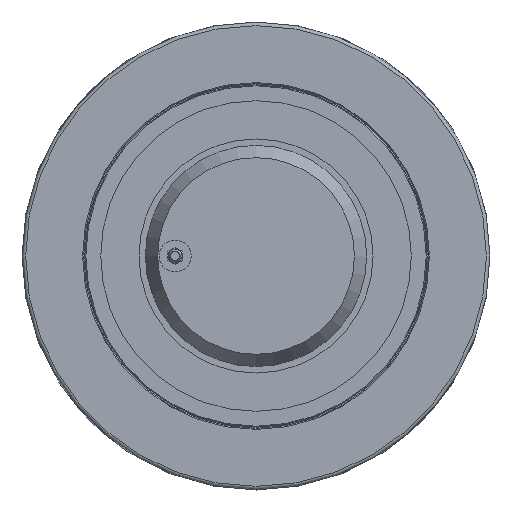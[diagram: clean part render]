
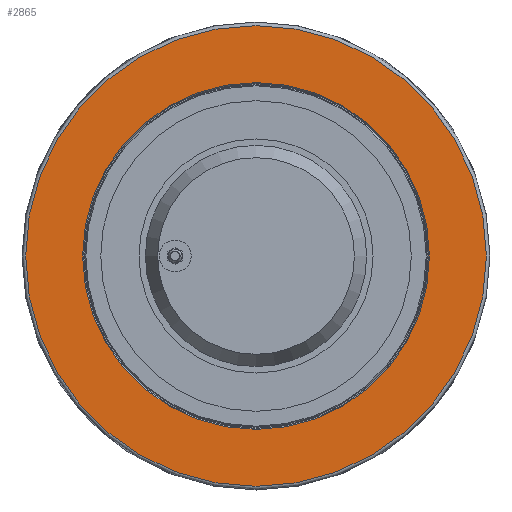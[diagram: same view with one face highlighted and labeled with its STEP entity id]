
A CAD part, left-side view. The second image highlights one B-rep face of the part: STEP entity #2865.
In plain terms, the highlighted planar face has unit normal (-1, 0, 0).
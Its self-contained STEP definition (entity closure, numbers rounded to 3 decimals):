
#133=FACE_BOUND('',#481,.T.);
#168=PLANE('',#3194);
#305=FACE_OUTER_BOUND('',#480,.T.);
#480=EDGE_LOOP('',(#2253,#2254));
#481=EDGE_LOOP('',(#2255));
#1037=CIRCLE('',#3182,108.283);
#1038=CIRCLE('',#3183,108.283);
#1045=CIRCLE('',#3195,81.5);
#1256=VERTEX_POINT('',#5021);
#1257=VERTEX_POINT('',#5023);
#1264=VERTEX_POINT('',#5045);
#1612=EDGE_CURVE('',#1256,#1257,#1037,.T.);
#1613=EDGE_CURVE('',#1257,#1256,#1038,.T.);
#1622=EDGE_CURVE('',#1264,#1264,#1045,.T.);
#2253=ORIENTED_EDGE('',*,*,#1613,.F.);
#2254=ORIENTED_EDGE('',*,*,#1612,.F.);
#2255=ORIENTED_EDGE('',*,*,#1622,.F.);
#2865=ADVANCED_FACE('',(#305,#133),#168,.T.);
#3182=AXIS2_PLACEMENT_3D('',#5024,#3796,#3797);
#3183=AXIS2_PLACEMENT_3D('',#5025,#3798,#3799);
#3194=AXIS2_PLACEMENT_3D('',#5044,#3822,#3823);
#3195=AXIS2_PLACEMENT_3D('',#5046,#3824,#3825);
#3796=DIRECTION('center_axis',(1.,0.,0.));
#3797=DIRECTION('ref_axis',(0.,0.,-1.));
#3798=DIRECTION('center_axis',(1.,0.,0.));
#3799=DIRECTION('ref_axis',(0.,0.,-1.));
#3822=DIRECTION('center_axis',(-1.,0.,0.));
#3823=DIRECTION('ref_axis',(0.,-1.,0.));
#3824=DIRECTION('center_axis',(-1.,0.,0.));
#3825=DIRECTION('ref_axis',(0.,0.,-1.));
#5021=CARTESIAN_POINT('',(-31.869,-110.373,7.323));
#5023=CARTESIAN_POINT('',(-31.869,-2.09,115.607));
#5024=CARTESIAN_POINT('Origin',(-31.869,-2.09,7.323));
#5025=CARTESIAN_POINT('Origin',(-31.869,-2.09,7.323));
#5044=CARTESIAN_POINT('Origin',(-31.869,-2.09,102.702));
#5045=CARTESIAN_POINT('',(-31.869,-2.09,88.823));
#5046=CARTESIAN_POINT('Origin',(-31.869,-2.09,7.323));
